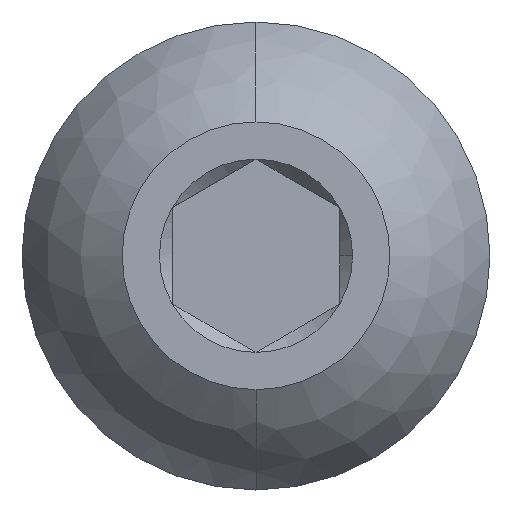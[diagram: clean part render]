
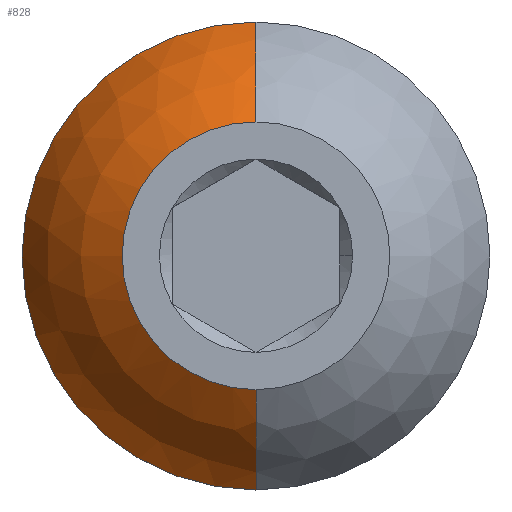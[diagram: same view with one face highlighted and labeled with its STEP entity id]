
A CAD part, top view. The second image highlights one B-rep face of the part: STEP entity #828.
In plain terms, the highlighted spherical face has radius 5.974 mm.
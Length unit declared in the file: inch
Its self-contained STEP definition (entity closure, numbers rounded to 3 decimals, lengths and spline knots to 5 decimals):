
#86 = CARTESIAN_POINT ( 'NONE',  ( 0., 0., 0. ) ) ;
#123 = CARTESIAN_POINT ( 'NONE',  ( 0., 0., -0.19923 ) ) ;
#159 = VERTEX_POINT ( 'NONE', #288 ) ;
#220 = CARTESIAN_POINT ( 'NONE',  ( 0., 0., -0.1122 ) ) ;
#247 = CARTESIAN_POINT ( 'NONE',  ( -0.2185, 0., -0.1122 ) ) ;
#288 = CARTESIAN_POINT ( 'NONE',  ( 0., -0.2185, -0.1122 ) ) ;
#367 = CARTESIAN_POINT ( 'NONE',  ( 0., 0.125, 0. ) ) ;
#391 = EDGE_CURVE ( 'NONE', #1459, #159, #1141, .T. ) ;
#402 = AXIS2_PLACEMENT_3D ( 'NONE', #86, #1309, #1917 ) ;
#410 = ORIENTED_EDGE ( 'NONE', *, *, #1186, .T. ) ;
#448 = DIRECTION ( 'NONE',  ( 0., 0., -1. ) ) ;
#529 = EDGE_CURVE ( 'NONE', #821, #559, #1111, .T. ) ;
#554 = DIRECTION ( 'NONE',  ( 1., 0., 0. ) ) ;
#559 = VERTEX_POINT ( 'NONE', #367 ) ;
#563 = CIRCLE ( 'NONE', #1132, 0.23519 ) ;
#565 = CARTESIAN_POINT ( 'NONE',  ( 0., 0., -0.1122 ) ) ;
#585 = CARTESIAN_POINT ( 'NONE',  ( 0., 0., -0.19923 ) ) ;
#666 = DIRECTION ( 'NONE',  ( 0., 0., 1. ) ) ;
#690 = AXIS2_PLACEMENT_3D ( 'NONE', #565, #666, #554 ) ;
#722 = DIRECTION ( 'NONE',  ( 0., -1., 0. ) ) ;
#750 = AXIS2_PLACEMENT_3D ( 'NONE', #585, #448, #1187 ) ;
#783 = CARTESIAN_POINT ( 'NONE',  ( 0., -0.125, 0. ) ) ;
#821 = VERTEX_POINT ( 'NONE', #867 ) ;
#828 = ADVANCED_FACE ( 'NONE', ( #876 ), #1465, .T. ) ;
#852 = DIRECTION ( 'NONE',  ( -1., 0., 0. ) ) ;
#857 = ORIENTED_EDGE ( 'NONE', *, *, #1314, .F. ) ;
#867 = CARTESIAN_POINT ( 'NONE',  ( 0., 0.2185, -0.1122 ) ) ;
#876 = FACE_OUTER_BOUND ( 'NONE', #1105, .T. ) ;
#951 = VERTEX_POINT ( 'NONE', #783 ) ;
#1037 = AXIS2_PLACEMENT_3D ( 'NONE', #1420, #1249, #1876 ) ;
#1061 = ORIENTED_EDGE ( 'NONE', *, *, #1257, .T. ) ;
#1094 = CIRCLE ( 'NONE', #402, 0.125 ) ;
#1105 = EDGE_LOOP ( 'NONE', ( #1746, #410, #1199, #1061, #857 ) ) ;
#1110 = DIRECTION ( 'NONE',  ( 1., 0., 0. ) ) ;
#1111 = CIRCLE ( 'NONE', #1037, 0.23519 ) ;
#1132 = AXIS2_PLACEMENT_3D ( 'NONE', #123, #852, #722 ) ;
#1141 = CIRCLE ( 'NONE', #690, 0.2185 ) ;
#1186 = EDGE_CURVE ( 'NONE', #821, #1459, #1814, .T. ) ;
#1187 = DIRECTION ( 'NONE',  ( 0., -1., 0. ) ) ;
#1199 = ORIENTED_EDGE ( 'NONE', *, *, #391, .T. ) ;
#1243 = DIRECTION ( 'NONE',  ( 0., 0., 1. ) ) ;
#1249 = DIRECTION ( 'NONE',  ( 1., 0., 0. ) ) ;
#1257 = EDGE_CURVE ( 'NONE', #159, #951, #563, .T. ) ;
#1309 = DIRECTION ( 'NONE',  ( 0., 0., 1. ) ) ;
#1314 = EDGE_CURVE ( 'NONE', #559, #951, #1094, .T. ) ;
#1420 = CARTESIAN_POINT ( 'NONE',  ( 0., 0., -0.19923 ) ) ;
#1459 = VERTEX_POINT ( 'NONE', #247 ) ;
#1465 = SPHERICAL_SURFACE ( 'NONE', #750, 0.23519 ) ;
#1746 = ORIENTED_EDGE ( 'NONE', *, *, #529, .F. ) ;
#1814 = CIRCLE ( 'NONE', #1911, 0.2185 ) ;
#1876 = DIRECTION ( 'NONE',  ( 0., 1., 0. ) ) ;
#1911 = AXIS2_PLACEMENT_3D ( 'NONE', #220, #1243, #1110 ) ;
#1917 = DIRECTION ( 'NONE',  ( 1., 0., 0. ) ) ;
